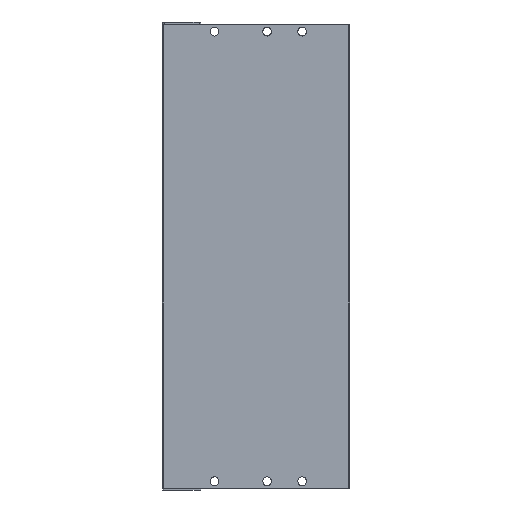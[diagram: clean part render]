
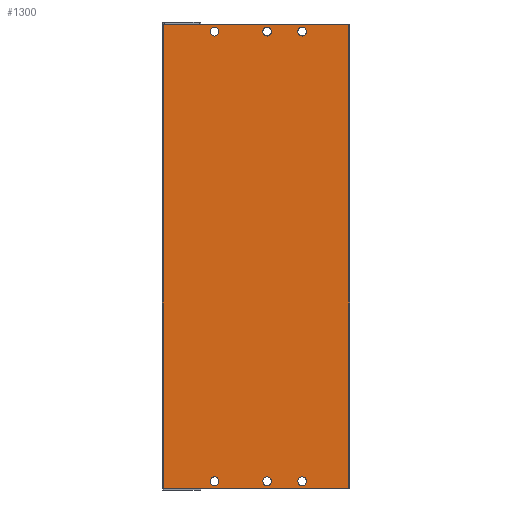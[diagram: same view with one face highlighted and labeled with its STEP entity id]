
A CAD part, front view. The second image highlights one B-rep face of the part: STEP entity #1300.
In plain terms, the highlighted planar face has unit normal (0, -1, 0).
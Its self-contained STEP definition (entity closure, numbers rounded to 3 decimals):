
#43 = CARTESIAN_POINT ( 'NONE',  ( 0.5, 0., -264.5 ) ) ;
#63 = DIRECTION ( 'NONE',  ( 0., 1., 0. ) ) ;
#115 = ORIENTED_EDGE ( 'NONE', *, *, #7786, .T. ) ;
#247 = DIRECTION ( 'NONE',  ( 0., 0., -1. ) ) ;
#257 = DIRECTION ( 'NONE',  ( -1., 0., 0. ) ) ;
#431 = DIRECTION ( 'NONE',  ( 0., 0., -1. ) ) ;
#493 = EDGE_CURVE ( 'NONE', #8799, #4116, #2910, .T. ) ;
#558 = EDGE_LOOP ( 'NONE', ( #7367, #8035 ) ) ;
#586 = VECTOR ( 'NONE', #8712, 1000. ) ;
#636 = DIRECTION ( 'NONE',  ( 0., 1., 0. ) ) ;
#641 = DIRECTION ( 'NONE',  ( 0., 0., -1. ) ) ;
#702 = EDGE_CURVE ( 'NONE', #6998, #8799, #1906, .T. ) ;
#705 = EDGE_CURVE ( 'NONE', #1229, #6421, #7691, .T. ) ;
#757 = VERTEX_POINT ( 'NONE', #6550 ) ;
#768 = AXIS2_PLACEMENT_3D ( 'NONE', #1346, #7130, #2806 ) ;
#771 = CARTESIAN_POINT ( 'NONE',  ( 59.7, 0., -263. ) ) ;
#789 = EDGE_CURVE ( 'NONE', #7439, #7628, #8152, .T. ) ;
#876 = CARTESIAN_POINT ( 'NONE',  ( 29.7, 0., -263. ) ) ;
#922 = ORIENTED_EDGE ( 'NONE', *, *, #5566, .T. ) ;
#1006 = VERTEX_POINT ( 'NONE', #2320 ) ;
#1169 = ORIENTED_EDGE ( 'NONE', *, *, #1985, .T. ) ;
#1229 = VERTEX_POINT ( 'NONE', #3492 ) ;
#1249 = DIRECTION ( 'NONE',  ( 0., 0., -1. ) ) ;
#1273 = CARTESIAN_POINT ( 'NONE',  ( 0.5, 0., 0. ) ) ;
#1300 = ADVANCED_FACE ( 'NONE', ( #3472, #5665, #4803, #2626, #2062, #4948, #2581 ), #6328, .T. ) ;
#1304 = DIRECTION ( 'NONE',  ( 0., 0., -1. ) ) ;
#1317 = CARTESIAN_POINT ( 'NONE',  ( 106.2, 0., -264.5 ) ) ;
#1319 = CARTESIAN_POINT ( 'NONE',  ( 59.7, 0., -260.5 ) ) ;
#1346 = CARTESIAN_POINT ( 'NONE',  ( 59.7, 0., -260.5 ) ) ;
#1428 = CARTESIAN_POINT ( 'NONE',  ( 29.7, 0., -260.5 ) ) ;
#1442 = EDGE_LOOP ( 'NONE', ( #115, #3147 ) ) ;
#1450 = CARTESIAN_POINT ( 'NONE',  ( 79.7, 0., -258. ) ) ;
#1474 = VECTOR ( 'NONE', #8406, 1000. ) ;
#1549 = CIRCLE ( 'NONE', #3044, 2.5 ) ;
#1576 = DIRECTION ( 'NONE',  ( 0., 0., -1. ) ) ;
#1671 = AXIS2_PLACEMENT_3D ( 'NONE', #4226, #3421, #641 ) ;
#1705 = EDGE_CURVE ( 'NONE', #5445, #6998, #6534, .T. ) ;
#1906 = LINE ( 'NONE', #6985, #1474 ) ;
#1985 = EDGE_CURVE ( 'NONE', #4116, #5445, #3986, .T. ) ;
#1989 = CIRCLE ( 'NONE', #7302, 2.5 ) ;
#2062 = FACE_BOUND ( 'NONE', #2708, .T. ) ;
#2217 = CARTESIAN_POINT ( 'NONE',  ( 106.2, 0., -264.5 ) ) ;
#2320 = CARTESIAN_POINT ( 'NONE',  ( 29.7, 0., -1.5 ) ) ;
#2346 = ORIENTED_EDGE ( 'NONE', *, *, #1705, .T. ) ;
#2567 = CARTESIAN_POINT ( 'NONE',  ( 59.7, 0., -1.5 ) ) ;
#2569 = CIRCLE ( 'NONE', #6519, 2.5 ) ;
#2581 = FACE_BOUND ( 'NONE', #8365, .T. ) ;
#2626 = FACE_BOUND ( 'NONE', #5936, .T. ) ;
#2644 = ORIENTED_EDGE ( 'NONE', *, *, #6033, .T. ) ;
#2677 = DIRECTION ( 'NONE',  ( 0., 1., 0. ) ) ;
#2690 = CARTESIAN_POINT ( 'NONE',  ( 79.7, 0., -4. ) ) ;
#2708 = EDGE_LOOP ( 'NONE', ( #2644, #7759 ) ) ;
#2721 = CARTESIAN_POINT ( 'NONE',  ( 59.7, 0., -4. ) ) ;
#2806 = DIRECTION ( 'NONE',  ( 0., 0., -1. ) ) ;
#2910 = LINE ( 'NONE', #1317, #7992 ) ;
#3037 = CIRCLE ( 'NONE', #8211, 2.5 ) ;
#3044 = AXIS2_PLACEMENT_3D ( 'NONE', #4590, #4822, #431 ) ;
#3147 = ORIENTED_EDGE ( 'NONE', *, *, #6787, .T. ) ;
#3167 = DIRECTION ( 'NONE',  ( 0., 1., 0. ) ) ;
#3210 = VERTEX_POINT ( 'NONE', #1450 ) ;
#3219 = CARTESIAN_POINT ( 'NONE',  ( 0.5, 0., 0. ) ) ;
#3279 = CARTESIAN_POINT ( 'NONE',  ( 0.5, 0., -264.5 ) ) ;
#3281 = AXIS2_PLACEMENT_3D ( 'NONE', #3279, #6234, #9129 ) ;
#3298 = EDGE_LOOP ( 'NONE', ( #4927, #7615, #1169, #2346 ) ) ;
#3394 = DIRECTION ( 'NONE',  ( 0., 0., -1. ) ) ;
#3405 = CARTESIAN_POINT ( 'NONE',  ( 29.7, 0., -260.5 ) ) ;
#3412 = ORIENTED_EDGE ( 'NONE', *, *, #3822, .T. ) ;
#3421 = DIRECTION ( 'NONE',  ( 0., 1., 0. ) ) ;
#3472 = FACE_OUTER_BOUND ( 'NONE', #3298, .T. ) ;
#3492 = CARTESIAN_POINT ( 'NONE',  ( 29.7, 0., -258. ) ) ;
#3522 = AXIS2_PLACEMENT_3D ( 'NONE', #2721, #8518, #5476 ) ;
#3620 = DIRECTION ( 'NONE',  ( 0., 0., 1. ) ) ;
#3646 = DIRECTION ( 'NONE',  ( 0., 1., 0. ) ) ;
#3660 = VERTEX_POINT ( 'NONE', #771 ) ;
#3775 = EDGE_CURVE ( 'NONE', #8741, #1006, #1549, .T. ) ;
#3818 = CARTESIAN_POINT ( 'NONE',  ( 106.2, 0., 0. ) ) ;
#3822 = EDGE_CURVE ( 'NONE', #7628, #7439, #1989, .T. ) ;
#3979 = CIRCLE ( 'NONE', #3522, 2.5 ) ;
#3986 = LINE ( 'NONE', #3219, #4059 ) ;
#4041 = AXIS2_PLACEMENT_3D ( 'NONE', #7932, #3646, #1576 ) ;
#4059 = VECTOR ( 'NONE', #257, 1000. ) ;
#4116 = VERTEX_POINT ( 'NONE', #3818 ) ;
#4226 = CARTESIAN_POINT ( 'NONE',  ( 29.7, 0., -4. ) ) ;
#4296 = EDGE_CURVE ( 'NONE', #1006, #8741, #7723, .T. ) ;
#4343 = CARTESIAN_POINT ( 'NONE',  ( 29.7, 0., -6.5 ) ) ;
#4478 = VERTEX_POINT ( 'NONE', #2567 ) ;
#4540 = EDGE_LOOP ( 'NONE', ( #4905, #6853 ) ) ;
#4590 = CARTESIAN_POINT ( 'NONE',  ( 29.7, 0., -4. ) ) ;
#4684 = CIRCLE ( 'NONE', #768, 2.5 ) ;
#4723 = CARTESIAN_POINT ( 'NONE',  ( 79.7, 0., -1.5 ) ) ;
#4803 = FACE_BOUND ( 'NONE', #1442, .T. ) ;
#4822 = DIRECTION ( 'NONE',  ( 0., 1., 0. ) ) ;
#4884 = EDGE_CURVE ( 'NONE', #7165, #3210, #6520, .T. ) ;
#4901 = AXIS2_PLACEMENT_3D ( 'NONE', #1319, #2677, #5527 ) ;
#4905 = ORIENTED_EDGE ( 'NONE', *, *, #3775, .T. ) ;
#4927 = ORIENTED_EDGE ( 'NONE', *, *, #702, .T. ) ;
#4948 = FACE_BOUND ( 'NONE', #558, .T. ) ;
#5108 = CARTESIAN_POINT ( 'NONE',  ( 59.7, 0., -6.5 ) ) ;
#5120 = CARTESIAN_POINT ( 'NONE',  ( 79.7, 0., -260.5 ) ) ;
#5445 = VERTEX_POINT ( 'NONE', #1273 ) ;
#5476 = DIRECTION ( 'NONE',  ( 0., 0., -1. ) ) ;
#5486 = ORIENTED_EDGE ( 'NONE', *, *, #789, .T. ) ;
#5527 = DIRECTION ( 'NONE',  ( 0., 0., -1. ) ) ;
#5566 = EDGE_CURVE ( 'NONE', #3210, #7165, #3037, .T. ) ;
#5665 = FACE_BOUND ( 'NONE', #4540, .T. ) ;
#5863 = CARTESIAN_POINT ( 'NONE',  ( 79.7, 0., -6.5 ) ) ;
#5936 = EDGE_LOOP ( 'NONE', ( #3412, #5486 ) ) ;
#5970 = VERTEX_POINT ( 'NONE', #5108 ) ;
#6033 = EDGE_CURVE ( 'NONE', #6421, #1229, #6896, .T. ) ;
#6203 = DIRECTION ( 'NONE',  ( 0., 1., 0. ) ) ;
#6211 = CARTESIAN_POINT ( 'NONE',  ( 0.5, 0., -264.5 ) ) ;
#6234 = DIRECTION ( 'NONE',  ( 0., -1., 0. ) ) ;
#6328 = PLANE ( 'NONE',  #3281 ) ;
#6361 = DIRECTION ( 'NONE',  ( 0., 1., 0. ) ) ;
#6421 = VERTEX_POINT ( 'NONE', #876 ) ;
#6519 = AXIS2_PLACEMENT_3D ( 'NONE', #7756, #636, #1304 ) ;
#6520 = CIRCLE ( 'NONE', #6821, 2.5 ) ;
#6534 = LINE ( 'NONE', #43, #586 ) ;
#6550 = CARTESIAN_POINT ( 'NONE',  ( 59.7, 0., -258. ) ) ;
#6591 = DIRECTION ( 'NONE',  ( 0., 0., -1. ) ) ;
#6760 = EDGE_CURVE ( 'NONE', #757, #3660, #4684, .T. ) ;
#6773 = AXIS2_PLACEMENT_3D ( 'NONE', #3405, #6361, #1249 ) ;
#6787 = EDGE_CURVE ( 'NONE', #4478, #5970, #2569, .T. ) ;
#6821 = AXIS2_PLACEMENT_3D ( 'NONE', #5120, #3167, #247 ) ;
#6853 = ORIENTED_EDGE ( 'NONE', *, *, #4296, .T. ) ;
#6896 = CIRCLE ( 'NONE', #8711, 2.5 ) ;
#6985 = CARTESIAN_POINT ( 'NONE',  ( 0.5, 0., -264.5 ) ) ;
#6998 = VERTEX_POINT ( 'NONE', #6211 ) ;
#7130 = DIRECTION ( 'NONE',  ( 0., 1., 0. ) ) ;
#7164 = DIRECTION ( 'NONE',  ( 0., 1., 0. ) ) ;
#7165 = VERTEX_POINT ( 'NONE', #7879 ) ;
#7302 = AXIS2_PLACEMENT_3D ( 'NONE', #2690, #6203, #3394 ) ;
#7322 = CARTESIAN_POINT ( 'NONE',  ( 79.7, 0., -260.5 ) ) ;
#7367 = ORIENTED_EDGE ( 'NONE', *, *, #9002, .T. ) ;
#7415 = ORIENTED_EDGE ( 'NONE', *, *, #4884, .T. ) ;
#7439 = VERTEX_POINT ( 'NONE', #4723 ) ;
#7615 = ORIENTED_EDGE ( 'NONE', *, *, #493, .T. ) ;
#7628 = VERTEX_POINT ( 'NONE', #5863 ) ;
#7691 = CIRCLE ( 'NONE', #6773, 2.5 ) ;
#7723 = CIRCLE ( 'NONE', #1671, 2.5 ) ;
#7756 = CARTESIAN_POINT ( 'NONE',  ( 59.7, 0., -4. ) ) ;
#7759 = ORIENTED_EDGE ( 'NONE', *, *, #705, .T. ) ;
#7786 = EDGE_CURVE ( 'NONE', #5970, #4478, #3979, .T. ) ;
#7879 = CARTESIAN_POINT ( 'NONE',  ( 79.7, 0., -263. ) ) ;
#7932 = CARTESIAN_POINT ( 'NONE',  ( 79.7, 0., -4. ) ) ;
#7948 = CIRCLE ( 'NONE', #4901, 2.5 ) ;
#7992 = VECTOR ( 'NONE', #3620, 1000. ) ;
#8035 = ORIENTED_EDGE ( 'NONE', *, *, #6760, .T. ) ;
#8128 = DIRECTION ( 'NONE',  ( 0., 0., -1. ) ) ;
#8152 = CIRCLE ( 'NONE', #4041, 2.5 ) ;
#8211 = AXIS2_PLACEMENT_3D ( 'NONE', #7322, #63, #8128 ) ;
#8365 = EDGE_LOOP ( 'NONE', ( #7415, #922 ) ) ;
#8406 = DIRECTION ( 'NONE',  ( 1., 0., 0. ) ) ;
#8518 = DIRECTION ( 'NONE',  ( 0., 1., 0. ) ) ;
#8711 = AXIS2_PLACEMENT_3D ( 'NONE', #1428, #7164, #6591 ) ;
#8712 = DIRECTION ( 'NONE',  ( 0., 0., -1. ) ) ;
#8741 = VERTEX_POINT ( 'NONE', #4343 ) ;
#8799 = VERTEX_POINT ( 'NONE', #2217 ) ;
#9002 = EDGE_CURVE ( 'NONE', #3660, #757, #7948, .T. ) ;
#9129 = DIRECTION ( 'NONE',  ( 0., 0., -1. ) ) ;
